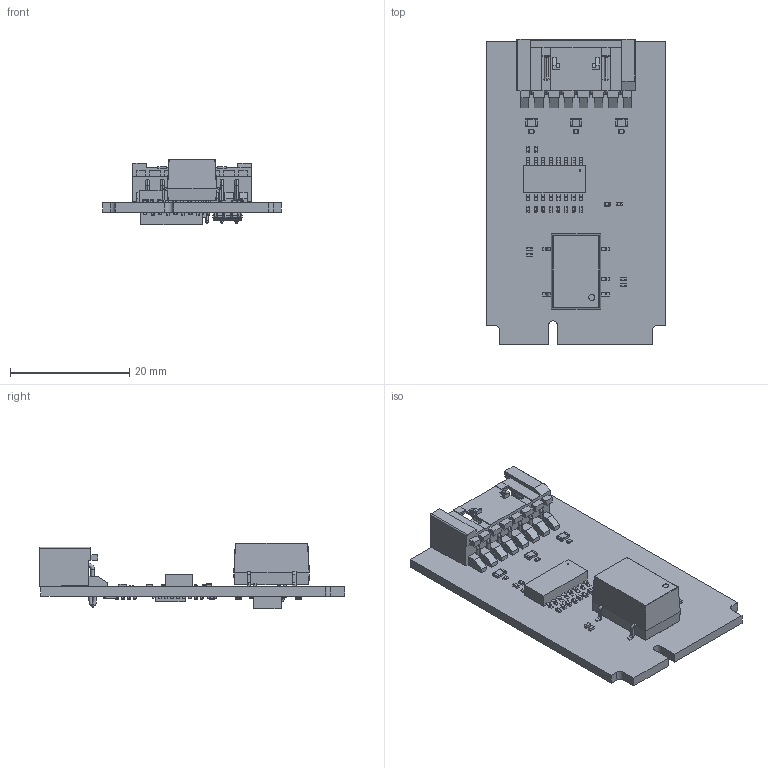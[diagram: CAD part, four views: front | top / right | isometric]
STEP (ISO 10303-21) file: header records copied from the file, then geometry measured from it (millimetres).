
FILE_DESCRIPTION(('Open CASCADE Model'),'2;1');
FILE_NAME('Open CASCADE Shape Model','2022-10-19T11:36:52',('Author'),( 'Open CASCADE'),'Open CASCADE STEP processor 6.8','Open CASCADE 6.8' ,'Unknown');
FILE_SCHEMA(('AUTOMOTIVE_DESIGN { 1 0 10303 214 1 1 1 1 }'));
Length unit declared in the file: millimetre
Products named in the file (127): PCB; Board; Open CASCADE STEP translator 6.8 3.1.1; U3; SOP-16_TCMT_VIS; R47; 0805CRCW; R45; R40; R38; 0402CRCW; R37; R36; R35; R34; R33; R17; R16; J2; 534260710; Open CASCADE STEP translator 6.8 3.14.1.1; Open CASCADE STEP translator 6.8 3.14.1.2; D4; User_Library-User_Library-LED_1006_G; User_Library-LED_1006_B_Cut006; User_Library-LED_1006_B_Cut005; User_Library-LED_1006_B_Cut005_(Mirror_#1); User_Library-LED_1006_B_Pad001; User_Library-LED_1006_G_Gruen; D3; C17; 0402CAPMLCC; C16; R27; R21; R22; R32; R26; R23; R30 ...
Assembly tree (208 placements, depth 4):
  PCB
    Board
      Open CASCADE STEP translator 6.8 3.1.1
    U3
      SOP-16_TCMT_VIS
    R47
      0805CRCW
    R45
      0805CRCW
    R40
      0805CRCW
    R38
      0402CRCW
    R37
      0402CRCW
    R36
      0402CRCW
    R35
      0805CRCW
    R34
      0805CRCW
    R33
      0805CRCW
    R17
      0402CRCW
    R16
      0402CRCW
    J2
      534260710
        Open CASCADE STEP translator 6.8 3.14.1.1
        Open CASCADE STEP translator 6.8 3.14.1.2
    D4
      User_Library-User_Library-LED_1006_G
        User_Library-LED_1006_B_Cut006
        User_Library-LED_1006_B_Cut005
        User_Library-LED_1006_B_Cut005_(Mirror_#1)
        User_Library-LED_1006_B_Pad001
        User_Library-LED_1006_G_Gruen
    D3
      User_Library-User_Library-LED_1006_G
        User_Library-LED_1006_B_Cut006
        User_Library-LED_1006_B_Cut005
        User_Library-LED_1006_B_Cut005_(Mirror_#1)
        User_Library-LED_1006_B_Pad001
        User_Library-LED_1006_G_Gruen
    C17
      0402CAPMLCC
    C16
      0402CAPMLCC
    R27
      0402CRCW
    R21
      0402CRCW
    R22
      0402CRCW
    R32
      0402CRCW
    R26
      0402CRCW
    R23
Bounding box: 30 x 51.21 x 11.01 mm (x, y, z)
Volume: 3896.8 mm3; surface area: 5978.5 mm2
Topology: 124 solids, 157 shells, 6266 faces, 15437 edges, 8979 vertices
Faces by surface type: plane 3755, cylinder 1381, bspline 546, sphere 536, torus 30, cone 18
Full cylindrical faces by diameter (mm): 0.23 x2, 0.4 x1
Entity records: 55692 total; most frequent: CARTESIAN_POINT 10093, DIRECTION 7758, ORIENTED_EDGE 7682, EDGE_CURVE 3841, LINE 3052, VECTOR 3052, VERTEX_POINT 2471, AXIS2_PLACEMENT_3D 2353
